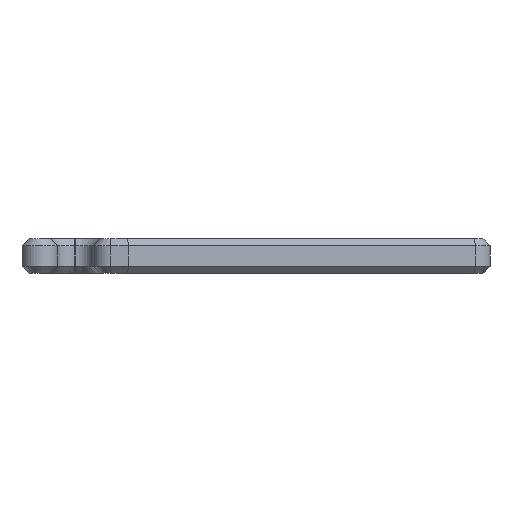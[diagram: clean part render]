
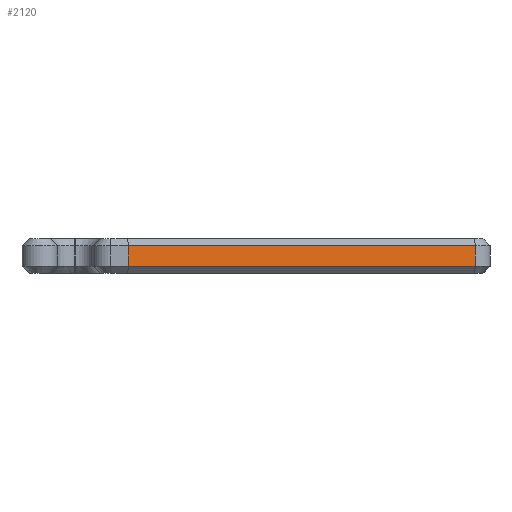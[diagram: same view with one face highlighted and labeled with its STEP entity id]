
A CAD part, front view. The second image highlights one B-rep face of the part: STEP entity #2120.
In plain terms, the highlighted planar face has unit normal (0.174, -0.985, 0).
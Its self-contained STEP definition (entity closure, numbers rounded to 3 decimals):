
#281=FACE_OUTER_BOUND('',#412,.T.);
#412=EDGE_LOOP('',(#1846,#1847,#1848,#1849));
#434=LINE('',#3034,#651);
#544=LINE('',#3357,#761);
#549=LINE('',#3368,#766);
#631=LINE('',#3593,#848);
#651=VECTOR('',#2379,10.);
#761=VECTOR('',#2717,10.);
#766=VECTOR('',#2728,10.);
#848=VECTOR('',#2976,10.);
#862=VERTEX_POINT('',#3021);
#867=VERTEX_POINT('',#3032);
#966=VERTEX_POINT('',#3356);
#969=VERTEX_POINT('',#3367);
#1040=EDGE_CURVE('',#867,#862,#434,.T.);
#1202=EDGE_CURVE('',#862,#966,#544,.T.);
#1207=EDGE_CURVE('',#966,#969,#549,.T.);
#1321=EDGE_CURVE('',#969,#867,#631,.T.);
#1846=ORIENTED_EDGE('',*,*,#1040,.F.);
#1847=ORIENTED_EDGE('',*,*,#1321,.F.);
#1848=ORIENTED_EDGE('',*,*,#1207,.F.);
#1849=ORIENTED_EDGE('',*,*,#1202,.F.);
#1994=PLANE('',#2349);
#2120=ADVANCED_FACE('',(#281),#1994,.T.);
#2349=AXIS2_PLACEMENT_3D('',#3594,#2977,#2978);
#2379=DIRECTION('',(-0.985,-0.174,0.));
#2717=DIRECTION('',(0.,0.,1.));
#2728=DIRECTION('',(0.985,0.174,0.));
#2976=DIRECTION('',(0.,0.,-1.));
#2977=DIRECTION('center_axis',(0.174,-0.985,0.));
#2978=DIRECTION('ref_axis',(0.985,0.174,0.));
#3021=CARTESIAN_POINT('',(5.,0.,1.));
#3032=CARTESIAN_POINT('',(54.283,8.69,1.));
#3034=CARTESIAN_POINT('',(18.16,2.321,1.));
#3356=CARTESIAN_POINT('',(5.,0.,3.95));
#3357=CARTESIAN_POINT('',(5.,0.,0.));
#3367=CARTESIAN_POINT('',(54.283,8.69,3.95));
#3368=CARTESIAN_POINT('',(18.16,2.321,3.95));
#3593=CARTESIAN_POINT('',(54.283,8.69,0.));
#3594=CARTESIAN_POINT('Origin',(5.,0.,0.));
